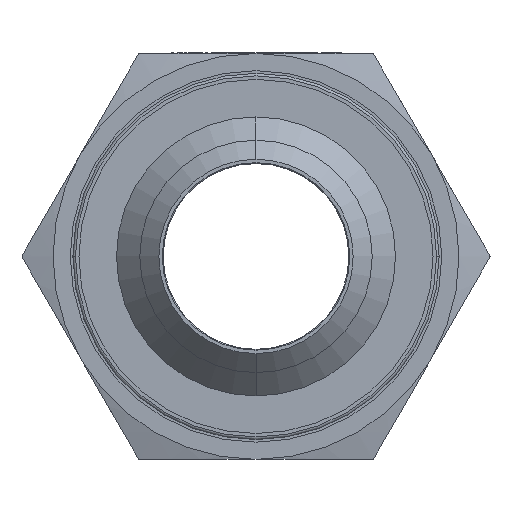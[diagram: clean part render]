
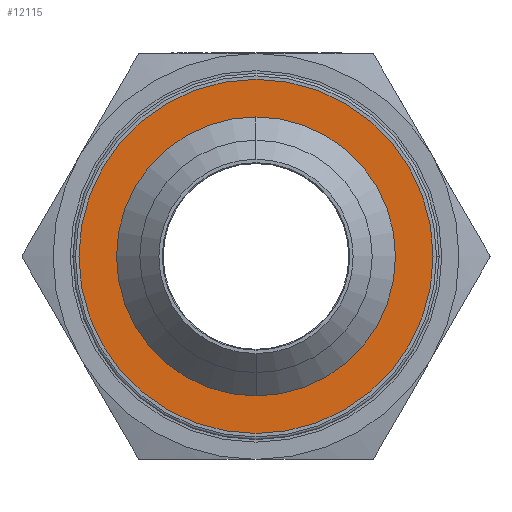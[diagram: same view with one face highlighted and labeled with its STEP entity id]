
A CAD part, left-side view. The second image highlights one B-rep face of the part: STEP entity #12115.
In plain terms, the highlighted planar face has unit normal (-1, 0, 0).
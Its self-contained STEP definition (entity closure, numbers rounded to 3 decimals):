
#474 = CARTESIAN_POINT ( 'NONE',  ( -9.1, 0., 20.5 ) ) ;
#495 = VERTEX_POINT ( 'NONE', #13572 ) ;
#1115 = DIRECTION ( 'NONE',  ( 0., 0., 1. ) ) ;
#1522 = DIRECTION ( 'NONE',  ( 0., 0., 1. ) ) ;
#1526 = CIRCLE ( 'NONE', #9303, 16.15 ) ;
#1689 = VERTEX_POINT ( 'NONE', #9057 ) ;
#1844 = DIRECTION ( 'NONE',  ( -1., 0., 0. ) ) ;
#2173 = EDGE_LOOP ( 'NONE', ( #13176, #11520 ) ) ;
#3200 = CARTESIAN_POINT ( 'NONE',  ( -9.1, 0., 0. ) ) ;
#3687 = AXIS2_PLACEMENT_3D ( 'NONE', #13925, #1844, #10175 ) ;
#4080 = DIRECTION ( 'NONE',  ( 1., 0., 0. ) ) ;
#4333 = ORIENTED_EDGE ( 'NONE', *, *, #7569, .T. ) ;
#4621 = VERTEX_POINT ( 'NONE', #474 ) ;
#4921 = CIRCLE ( 'NONE', #6446, 20.5 ) ;
#5203 = VERTEX_POINT ( 'NONE', #11363 ) ;
#6005 = DIRECTION ( 'NONE',  ( 0., 1., 0. ) ) ;
#6389 = EDGE_CURVE ( 'NONE', #4621, #495, #10614, .T. ) ;
#6446 = AXIS2_PLACEMENT_3D ( 'NONE', #3200, #8061, #13965 ) ;
#7569 = EDGE_CURVE ( 'NONE', #5203, #1689, #10557, .T. ) ;
#8061 = DIRECTION ( 'NONE',  ( -1., 0., 0. ) ) ;
#9057 = CARTESIAN_POINT ( 'NONE',  ( -9.1, 0., -16.15 ) ) ;
#9303 = AXIS2_PLACEMENT_3D ( 'NONE', #15469, #14293, #1115 ) ;
#10175 = DIRECTION ( 'NONE',  ( 0., 0., 1. ) ) ;
#10403 = EDGE_CURVE ( 'NONE', #1689, #5203, #1526, .T. ) ;
#10557 = CIRCLE ( 'NONE', #11190, 16.15 ) ;
#10614 = CIRCLE ( 'NONE', #3687, 20.5 ) ;
#11023 = CARTESIAN_POINT ( 'NONE',  ( -9.1, 0., 0. ) ) ;
#11190 = AXIS2_PLACEMENT_3D ( 'NONE', #11023, #4080, #1522 ) ;
#11360 = FACE_BOUND ( 'NONE', #12928, .T. ) ;
#11363 = CARTESIAN_POINT ( 'NONE',  ( -9.1, 0., 16.15 ) ) ;
#11520 = ORIENTED_EDGE ( 'NONE', *, *, #15510, .T. ) ;
#11843 = DIRECTION ( 'NONE',  ( 1., 0., 0. ) ) ;
#12115 = ADVANCED_FACE ( 'NONE', ( #11360, #14551 ), #13045, .F. ) ;
#12135 = ORIENTED_EDGE ( 'NONE', *, *, #10403, .T. ) ;
#12928 = EDGE_LOOP ( 'NONE', ( #4333, #12135 ) ) ;
#12992 = CARTESIAN_POINT ( 'NONE',  ( -9.1, 0., 0. ) ) ;
#13045 = PLANE ( 'NONE',  #13805 ) ;
#13176 = ORIENTED_EDGE ( 'NONE', *, *, #6389, .T. ) ;
#13572 = CARTESIAN_POINT ( 'NONE',  ( -9.1, 0., -20.5 ) ) ;
#13805 = AXIS2_PLACEMENT_3D ( 'NONE', #12992, #11843, #6005 ) ;
#13925 = CARTESIAN_POINT ( 'NONE',  ( -9.1, 0., 0. ) ) ;
#13965 = DIRECTION ( 'NONE',  ( 0., 0., 1. ) ) ;
#14293 = DIRECTION ( 'NONE',  ( 1., 0., 0. ) ) ;
#14551 = FACE_OUTER_BOUND ( 'NONE', #2173, .T. ) ;
#15469 = CARTESIAN_POINT ( 'NONE',  ( -9.1, 0., 0. ) ) ;
#15510 = EDGE_CURVE ( 'NONE', #495, #4621, #4921, .T. ) ;
